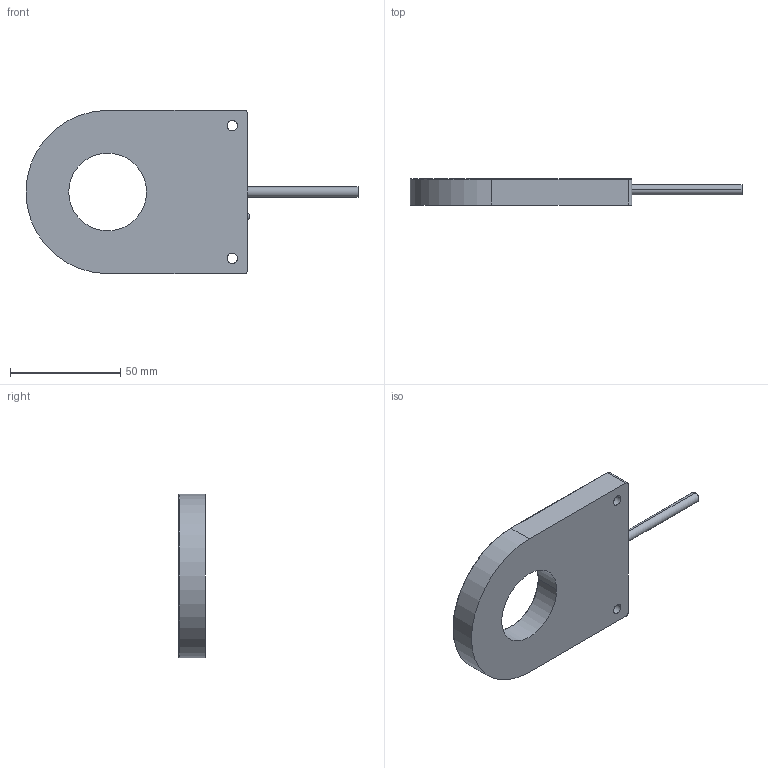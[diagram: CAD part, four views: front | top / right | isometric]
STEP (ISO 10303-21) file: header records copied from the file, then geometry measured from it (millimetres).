
FILE_DESCRIPTION((''),'2;1');
FILE_NAME('HO35N','2022-08-18T09:25:10',('Administrator'),(''),'CREO PARAMETRIC BY PTC INC, 2021023','CREO PARAMETRIC BY PTC INC, 2021023','');
FILE_SCHEMA(('AUTOMOTIVE_DESIGN { 1 0 10303 214 1 1 1 1 }'));
Length unit declared in the file: millimetre
Products named in the file (1): HO35N
Bounding box: 150.5 x 12 x 74 mm (x, y, z)
Volume: 70559 mm3; surface area: 17936.6 mm2
Topology: 1 solids, 1 shells, 49 faces, 110 edges, 68 vertices
Faces by surface type: cylinder 20, plane 14, torus 13, bspline 2
Entity records: 1582 total; most frequent: CARTESIAN_POINT 283, DIRECTION 277, ORIENTED_EDGE 220, AXIS2_PLACEMENT_3D 120, EDGE_CURVE 110, CIRCLE 73, VERTEX_POINT 68, EDGE_LOOP 60
